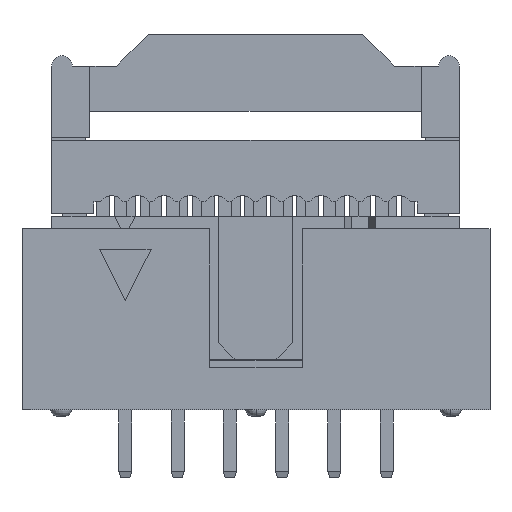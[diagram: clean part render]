
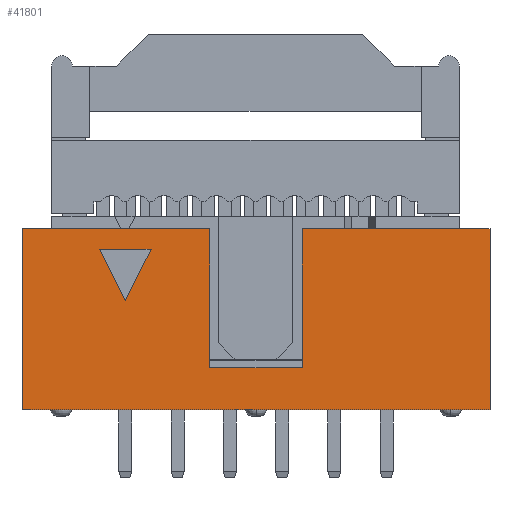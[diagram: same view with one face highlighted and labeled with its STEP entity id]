
A CAD part, front view. The second image highlights one B-rep face of the part: STEP entity #41801.
In plain terms, the highlighted planar face has unit normal (0, -1, 0).
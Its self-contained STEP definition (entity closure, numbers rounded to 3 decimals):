
#110=( GEOMETRIC_REPRESENTATION_CONTEXT(2) PARAMETRIC_REPRESENTATION_CONTEXT() REPRESENTATION_CONTEXT('2D SPACE',''  ) );
#224=VECTOR('',#225,1.);
#225=DIRECTION('',(1.,0.));
#498=VECTOR('',#499,1.);
#499=DIRECTION('',(0.,1.));
#586=VECTOR('',#587,1.);
#587=DIRECTION('',(-1.,0.));
#21430=VECTOR('',#21431,1.);
#21431=DIRECTION('',(0.,-1.));
#39503=DIRECTION('',(0.,0.,-1.));
#39504=DIRECTION('',(0.,1.,0.));
#39536=PLANE('',#39537);
#39537=AXIS2_PLACEMENT_3D('',#39538,#39539,#39540);
#39538=CARTESIAN_POINT('',(17.804,0.026,0.297));
#39539=DIRECTION('',(0.,0.,-1.));
#39540=DIRECTION('',(0.,1.,0.));
#39949=DIRECTION('',(0.,0.,1.));
#39971=VECTOR('',#39972,1.);
#39972=DIRECTION('',(0.,0.,-1.));
#39980=DIRECTION('',(-1.,0.,0.));
#39981=DIRECTION('',(0.,-1.,0.));
#40007=VECTOR('',#39949,1.);
#40013=PLANE('',#40014);
#40014=AXIS2_PLACEMENT_3D('',#40015,#39980,#39981);
#40015=CARTESIAN_POINT('',(-11.346,-4.374,0.297));
#40019=VECTOR('',#40020,1.);
#40020=DIRECTION('',(0.,1.));
#40037=PLANE('',#40038);
#40038=AXIS2_PLACEMENT_3D('',#40039,#39539,#39540);
#40039=CARTESIAN_POINT('',(46.93,4.426,9.097));
#40056=PLANE('',#40057);
#40057=AXIS2_PLACEMENT_3D('',#40058,#40059,#40060);
#40058=CARTESIAN_POINT('',(11.394,4.426,0.297));
#40059=DIRECTION('',(1.,0.,0.));
#40060=DIRECTION('',(0.,0.,-1.));
#40064=VECTOR('',#40065,1.);
#40065=DIRECTION('',(1.,0.));
#40502=VERTEX_POINT('',#40503);
#40503=CARTESIAN_POINT('',(11.394,-4.384,0.297));
#40505=EDGE_CURVE('',#40502,#40506,#40508,.T.);
#40506=VERTEX_POINT('',#40507);
#40507=CARTESIAN_POINT('',(-11.346,-4.384,0.297));
#40508=SURFACE_CURVE('',#40509,(#40513,#40519),.PCURVE_S1.);
#40509=LINE('',#40510,#40511);
#40510=CARTESIAN_POINT('',(17.804,-4.384,0.297));
#40511=VECTOR('',#40512,1.);
#40512=DIRECTION('',(-1.,0.,0.));
#40513=PCURVE('',#39536,#40514);
#40514=DEFINITIONAL_REPRESENTATION('',(#40515),#110);
#40515=LINE('',#40516,#40517);
#40516=CARTESIAN_POINT('',(-4.41,0.));
#40517=VECTOR('',#40518,1.);
#40518=DIRECTION('',(0.,-1.));
#40519=PCURVE('',#40520,#40524);
#40520=PLANE('',#40521);
#40521=AXIS2_PLACEMENT_3D('',#40522,#40523,#39972);
#40522=CARTESIAN_POINT('',(46.93,-4.384,0.297));
#40523=DIRECTION('',(0.,-1.,0.));
#40524=DEFINITIONAL_REPRESENTATION('',(#40525),#110);
#40525=LINE('',#40526,#40527);
#40526=CARTESIAN_POINT('',(0.,-29.127));
#40527=VECTOR('',#40528,1.);
#40528=DIRECTION('',(0.,-1.));
#41472=VECTOR('',#40060,1.);
#41485=VERTEX_POINT('',#41486);
#41486=CARTESIAN_POINT('',(11.394,-4.384,9.097));
#41503=EDGE_CURVE('',#41485,#40502,#41504,.T.);
#41504=SURFACE_CURVE('',#41505,(#41506,#41510),.PCURVE_S1.);
#41505=LINE('',#40503,#41472);
#41506=PCURVE('',#40056,#41507);
#41507=DEFINITIONAL_REPRESENTATION('',(#41508),#110);
#41508=LINE('',#41509,#224);
#41509=CARTESIAN_POINT('',(0.,-8.81));
#41510=PCURVE('',#40520,#41511);
#41511=DEFINITIONAL_REPRESENTATION('',(#41512),#110);
#41512=LINE('',#41513,#41514);
#41513=CARTESIAN_POINT('',(0.,-35.537));
#41514=VECTOR('',#41515,1.);
#41515=DIRECTION('',(1.,0.));
#41616=VERTEX_POINT('',#41617);
#41617=CARTESIAN_POINT('',(2.274,-4.384,9.097));
#41625=PLANE('',#41626);
#41626=AXIS2_PLACEMENT_3D('',#41627,#40059,#40060);
#41627=CARTESIAN_POINT('',(2.274,-4.384,2.347));
#41632=EDGE_CURVE('',#41485,#41616,#41633,.T.);
#41633=SURFACE_CURVE('',#41634,(#41636,#41640),.PCURVE_S1.);
#41634=LINE('',#41635,#40511);
#41635=CARTESIAN_POINT('',(46.93,-4.384,9.097));
#41636=PCURVE('',#40037,#41637);
#41637=DEFINITIONAL_REPRESENTATION('',(#41638),#110);
#41638=LINE('',#41639,#40517);
#41639=CARTESIAN_POINT('',(-8.81,0.));
#41640=PCURVE('',#40520,#41641);
#41641=DEFINITIONAL_REPRESENTATION('',(#41642),#110);
#41642=LINE('',#41643,#40527);
#41643=CARTESIAN_POINT('',(-8.8,0.));
#41648=VERTEX_POINT('',#41649);
#41649=CARTESIAN_POINT('',(-11.346,-4.384,9.097));
#41662=EDGE_CURVE('',#41663,#41648,#41633,.T.);
#41663=VERTEX_POINT('',#41664);
#41664=CARTESIAN_POINT('',(-2.226,-4.384,9.097));
#41674=PLANE('',#41675);
#41675=AXIS2_PLACEMENT_3D('',#41664,#39980,#39981);
#41685=VECTOR('',#41686,1.);
#41686=DIRECTION('',(0.,0.,1.));
#41729=EDGE_CURVE('',#40506,#41648,#41730,.T.);
#41730=SURFACE_CURVE('',#41731,(#41732,#41736),.PCURVE_S1.);
#41731=LINE('',#40507,#41685);
#41732=PCURVE('',#40013,#41733);
#41733=DEFINITIONAL_REPRESENTATION('',(#41734),#110);
#41734=LINE('',#41735,#498);
#41735=CARTESIAN_POINT('',(0.01,0.));
#41736=PCURVE('',#40520,#41737);
#41737=DEFINITIONAL_REPRESENTATION('',(#41738),#110);
#41738=LINE('',#41739,#41740);
#41739=CARTESIAN_POINT('',(0.,-58.277));
#41740=VECTOR('',#41741,1.);
#41741=DIRECTION('',(-1.,0.));
#41801=ADVANCED_FACE('',(#41802,#41858),#40520,.T.);
#41802=FACE_BOUND('',#41803,.T.);
#41803=EDGE_LOOP('',(#41804,#41827,#41840,#41841,#41842,#41843,#41844,    #41845));
#41804=ORIENTED_EDGE('',*,*,#41805,.T.);
#41805=EDGE_CURVE('',#41806,#41807,#41809,.T.);
#41806=VERTEX_POINT('',#41627);
#41807=VERTEX_POINT('',#41808);
#41808=CARTESIAN_POINT('',(-2.226,-4.384,2.347));
#41809=SURFACE_CURVE('',#41810,(#41814,#41820),.PCURVE_S1.);
#41810=LINE('',#41811,#41812);
#41811=CARTESIAN_POINT('',(46.93,-4.384,2.347));
#41812=VECTOR('',#41813,1.);
#41813=DIRECTION('',(-1.,0.,0.));
#41814=PCURVE('',#40520,#41815);
#41815=DEFINITIONAL_REPRESENTATION('',(#41816),#110);
#41816=LINE('',#41817,#41818);
#41817=CARTESIAN_POINT('',(-2.05,0.));
#41818=VECTOR('',#41819,1.);
#41819=DIRECTION('',(0.,-1.));
#41820=PCURVE('',#41821,#41824);
#41821=PLANE('',#41822);
#41822=AXIS2_PLACEMENT_3D('',#41823,#39503,#39504);
#41823=CARTESIAN_POINT('',(0.024,-4.384,2.347));
#41824=DEFINITIONAL_REPRESENTATION('',(#41825),#110);
#41825=LINE('',#41826,#21430);
#41826=CARTESIAN_POINT('',(0.,46.907));
#41827=ORIENTED_EDGE('',*,*,#41828,.T.);
#41828=EDGE_CURVE('',#41807,#41663,#41829,.T.);
#41829=SURFACE_CURVE('',#41830,(#41832,#41836),.PCURVE_S1.);
#41830=LINE('',#41831,#40007);
#41831=CARTESIAN_POINT('',(-2.226,-4.384,0.297));
#41832=PCURVE('',#40520,#41833);
#41833=DEFINITIONAL_REPRESENTATION('',(#41834),#110);
#41834=LINE('',#41835,#586);
#41835=CARTESIAN_POINT('',(0.,-49.157));
#41836=PCURVE('',#41674,#41837);
#41837=DEFINITIONAL_REPRESENTATION('',(#41838),#110);
#41838=LINE('',#41839,#40019);
#41839=CARTESIAN_POINT('',(0.,-8.8));
#41840=ORIENTED_EDGE('',*,*,#41662,.T.);
#41841=ORIENTED_EDGE('',*,*,#41729,.F.);
#41842=ORIENTED_EDGE('',*,*,#40505,.F.);
#41843=ORIENTED_EDGE('',*,*,#41503,.F.);
#41844=ORIENTED_EDGE('',*,*,#41632,.T.);
#41845=ORIENTED_EDGE('',*,*,#41846,.T.);
#41846=EDGE_CURVE('',#41616,#41806,#41847,.T.);
#41847=SURFACE_CURVE('',#41848,(#41850,#41854),.PCURVE_S1.);
#41848=LINE('',#41849,#39971);
#41849=CARTESIAN_POINT('',(2.274,-4.384,0.297));
#41850=PCURVE('',#40520,#41851);
#41851=DEFINITIONAL_REPRESENTATION('',(#41852),#110);
#41852=LINE('',#41853,#224);
#41853=CARTESIAN_POINT('',(0.,-44.657));
#41854=PCURVE('',#41625,#41855);
#41855=DEFINITIONAL_REPRESENTATION('',(#41856),#110);
#41856=LINE('',#41857,#40064);
#41857=CARTESIAN_POINT('',(2.05,0.));
#41858=FACE_BOUND('',#41859,.T.);
#41859=EDGE_LOOP('',(#41860,#41886,#41911));
#41860=ORIENTED_EDGE('',*,*,#41861,.T.);
#41861=EDGE_CURVE('',#41862,#41864,#41866,.T.);
#41862=VERTEX_POINT('',#41863);
#41863=CARTESIAN_POINT('',(-5.076,-4.384,8.097));
#41864=VERTEX_POINT('',#41865);
#41865=CARTESIAN_POINT('',(-6.326,-4.384,5.597));
#41866=SURFACE_CURVE('',#41867,(#41870,#41876),.PCURVE_S1.);
#41867=LINE('',#41863,#41868);
#41868=VECTOR('',#41869,1.);
#41869=DIRECTION('',(-0.447,0.,-0.894));
#41870=PCURVE('',#40520,#41871);
#41871=DEFINITIONAL_REPRESENTATION('',(#41872),#110);
#41872=LINE('',#41873,#41874);
#41873=CARTESIAN_POINT('',(-7.8,-52.007));
#41874=VECTOR('',#41875,1.);
#41875=DIRECTION('',(0.894,-0.447));
#41876=PCURVE('',#41877,#41881);
#41877=PLANE('',#41878);
#41878=AXIS2_PLACEMENT_3D('',#41879,#41880,#41869);
#41879=CARTESIAN_POINT('',(-5.076,-4.355,8.097));
#41880=DIRECTION('',(0.894,0.,-0.447));
#41881=DEFINITIONAL_REPRESENTATION('',(#41882),#110);
#41882=LINE('',#41883,#41884);
#41883=CARTESIAN_POINT('',(0.,-0.029));
#41884=VECTOR('',#41885,1.);
#41885=DIRECTION('',(1.,0.));
#41886=ORIENTED_EDGE('',*,*,#41887,.T.);
#41887=EDGE_CURVE('',#41864,#41888,#41890,.T.);
#41888=VERTEX_POINT('',#41889);
#41889=CARTESIAN_POINT('',(-7.576,-4.384,8.097));
#41890=SURFACE_CURVE('',#41891,(#41894,#41900),.PCURVE_S1.);
#41891=LINE('',#41865,#41892);
#41892=VECTOR('',#41893,1.);
#41893=DIRECTION('',(-0.447,0.,0.894));
#41894=PCURVE('',#40520,#41895);
#41895=DEFINITIONAL_REPRESENTATION('',(#41896),#110);
#41896=LINE('',#41897,#41898);
#41897=CARTESIAN_POINT('',(-5.3,-53.257));
#41898=VECTOR('',#41899,1.);
#41899=DIRECTION('',(-0.894,-0.447));
#41900=PCURVE('',#41901,#41906);
#41901=PLANE('',#41902);
#41902=AXIS2_PLACEMENT_3D('',#41903,#41904,#41905);
#41903=CARTESIAN_POINT('',(-6.326,-4.355,5.597));
#41904=DIRECTION('',(-0.894,0.,-0.447));
#41905=DIRECTION('',(-0.447,0.,0.894));
#41906=DEFINITIONAL_REPRESENTATION('',(#41907),#110);
#41907=LINE('',#41908,#41909);
#41908=CARTESIAN_POINT('',(0.,-0.029));
#41909=VECTOR('',#41910,1.);
#41910=DIRECTION('',(1.,0.));
#41911=ORIENTED_EDGE('',*,*,#41912,.T.);
#41912=EDGE_CURVE('',#41888,#41862,#41913,.T.);
#41913=SURFACE_CURVE('',#41914,(#41918,#41924),.PCURVE_S1.);
#41914=LINE('',#41915,#41916);
#41915=CARTESIAN_POINT('',(46.93,-4.384,8.097));
#41916=VECTOR('',#41917,1.);
#41917=DIRECTION('',(1.,0.,0.));
#41918=PCURVE('',#40520,#41919);
#41919=DEFINITIONAL_REPRESENTATION('',(#41920),#110);
#41920=LINE('',#41921,#41922);
#41921=CARTESIAN_POINT('',(-7.8,0.));
#41922=VECTOR('',#41923,1.);
#41923=DIRECTION('',(0.,1.));
#41924=PCURVE('',#41925,#41930);
#41925=PLANE('',#41926);
#41926=AXIS2_PLACEMENT_3D('',#41927,#41928,#41929);
#41927=CARTESIAN_POINT('',(-7.576,-4.355,8.097));
#41928=DIRECTION('',(0.,0.,1.));
#41929=DIRECTION('',(0.,-1.,0.));
#41930=DEFINITIONAL_REPRESENTATION('',(#41931),#110);
#41931=LINE('',#41932,#41933);
#41932=CARTESIAN_POINT('',(0.029,54.507));
#41933=VECTOR('',#41934,1.);
#41934=DIRECTION('',(0.,1.));
